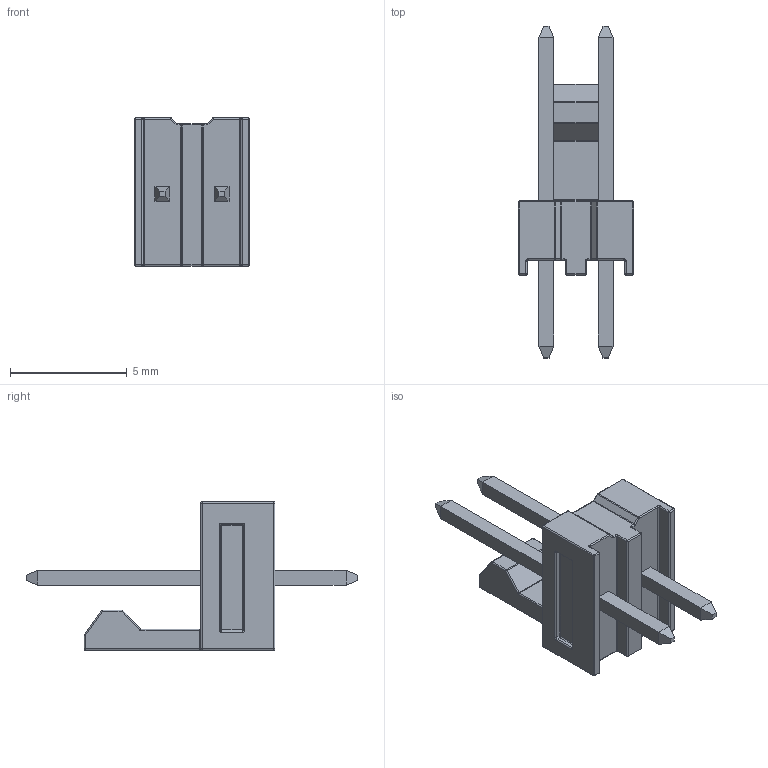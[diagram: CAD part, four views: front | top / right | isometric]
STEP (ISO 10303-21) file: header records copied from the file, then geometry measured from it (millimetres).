
FILE_DESCRIPTION (( 'STEP AP214' ), '1' );
FILE_NAME ('0022232021.STEP', '2023-05-19T01:41:21', ( '' ), ( '' ), 'SwSTEP 2.0', 'SolidWorks 2022', '' );
FILE_SCHEMA (( 'AUTOMOTIVE_DESIGN' ));
Length unit declared in the file: millimetre
Products named in the file (1): 0022232021
Bounding box: 4.93 x 14.22 x 6.35 mm (x, y, z)
Volume: 106.1 mm3; surface area: 242 mm2
Topology: 1 solids, 1 shells, 226 faces, 502 edges, 260 vertices
Faces by surface type: cylinder 93, plane 71, sphere 36, torus 18, bspline 8
Entity records: 6376 total; most frequent: CARTESIAN_POINT 1101, DIRECTION 1096, ORIENTED_EDGE 956, EDGE_CURVE 478, AXIS2_PLACEMENT_3D 415, LINE 266, VECTOR 266, VERTEX_POINT 260
